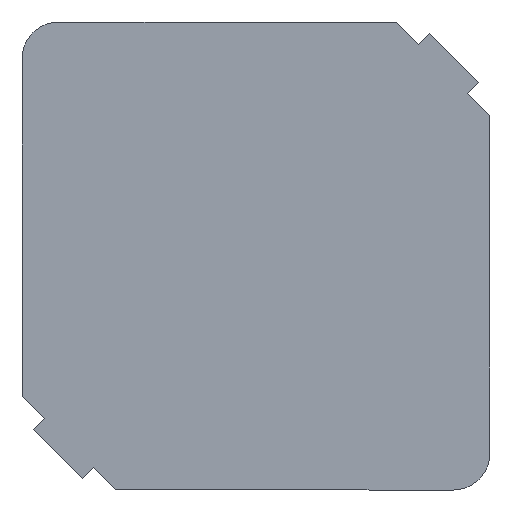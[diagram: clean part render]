
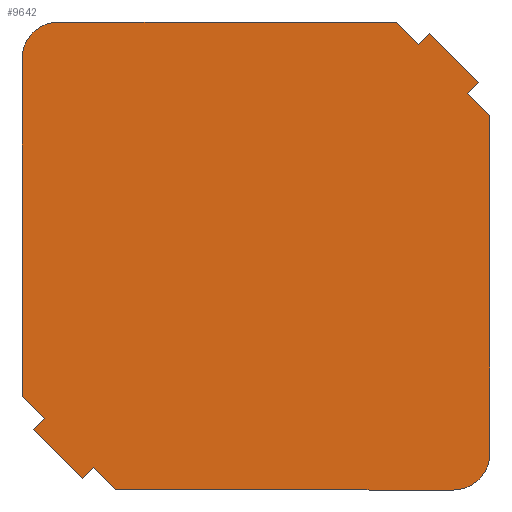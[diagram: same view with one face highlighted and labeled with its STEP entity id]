
A CAD part, front view. The second image highlights one B-rep face of the part: STEP entity #9642.
In plain terms, the highlighted planar face has unit normal (0, -1, 0).
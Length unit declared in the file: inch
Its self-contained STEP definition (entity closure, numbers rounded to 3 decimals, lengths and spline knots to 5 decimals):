
#218 = LINE ( 'NONE', #219, #2543 ) ;
#219 = CARTESIAN_POINT ( 'NONE',  ( 0.0448, -0.03543, 0.0748 ) ) ;
#220 = DIRECTION ( 'NONE',  ( 1., 0., 0. ) ) ;
#279 = LINE ( 'NONE', #280, #4362 ) ;
#280 = CARTESIAN_POINT ( 'NONE',  ( 0.06773, -0.03543, 0.05187 ) ) ;
#281 = DIRECTION ( 'NONE',  ( 0.707, 0., 0.707 ) ) ;
#340 = LINE ( 'NONE', #341, #4367 ) ;
#341 = CARTESIAN_POINT ( 'NONE',  ( 0.05541, -0.03543, 0.07127 ) ) ;
#342 = DIRECTION ( 'NONE',  ( -0.707, 0., 0.707 ) ) ;
#343 = LINE ( 'NONE', #344, #4368 ) ;
#344 = CARTESIAN_POINT ( 'NONE',  ( 0.05187, -0.03543, 0.06773 ) ) ;
#345 = DIRECTION ( 'NONE',  ( -0.707, 0., -0.707 ) ) ;
#1182 = LINE ( 'NONE', #1183, #7295 ) ;
#1183 = CARTESIAN_POINT ( 'NONE',  ( -0.0448, -0.03543, -0.0748 ) ) ;
#1184 = DIRECTION ( 'NONE',  ( -0.707, 0., 0.707 ) ) ;
#1394 = VECTOR ( 'NONE', #10334, 39.37008 ) ;
#1514 = LINE ( 'NONE', #1515, #2634 ) ;
#1515 = CARTESIAN_POINT ( 'NONE',  ( -0.07127, -0.03543, -0.05541 ) ) ;
#1516 = DIRECTION ( 'NONE',  ( 0.707, 0., -0.707 ) ) ;
#2365 = LINE ( 'NONE', #2366, #4725 ) ;
#2366 = CARTESIAN_POINT ( 'NONE',  ( -0.06773, -0.03543, -0.05187 ) ) ;
#2367 = DIRECTION ( 'NONE',  ( -0.707, 0., -0.707 ) ) ;
#2543 = VECTOR ( 'NONE', #220, 39.37008 ) ;
#2634 = VECTOR ( 'NONE', #1516, 39.37008 ) ;
#2647 = VECTOR ( 'NONE', #8470, 39.37008 ) ;
#2654 = VECTOR ( 'NONE', #8525, 39.37008 ) ;
#2666 = VECTOR ( 'NONE', #8551, 39.37008 ) ;
#3998 = FACE_OUTER_BOUND ( 'NONE', #4274, .T. ) ;
#4015 = AXIS2_PLACEMENT_3D ( 'NONE', #8832, #8833, #8834 ) ;
#4102 = ORIENTED_EDGE ( 'NONE', *, *, #9508, .T. ) ;
#4109 = ORIENTED_EDGE ( 'NONE', *, *, #9496, .F. ) ;
#4110 = ORIENTED_EDGE ( 'NONE', *, *, #9429, .F. ) ;
#4112 = ORIENTED_EDGE ( 'NONE', *, *, #9545, .F. ) ;
#4113 = ORIENTED_EDGE ( 'NONE', *, *, #9482, .T. ) ;
#4114 = ORIENTED_EDGE ( 'NONE', *, *, #9537, .T. ) ;
#4115 = ORIENTED_EDGE ( 'NONE', *, *, #9539, .F. ) ;
#4116 = ORIENTED_EDGE ( 'NONE', *, *, #9660, .F. ) ;
#4117 = ORIENTED_EDGE ( 'NONE', *, *, #9410, .F. ) ;
#4118 = ORIENTED_EDGE ( 'NONE', *, *, #9491, .F. ) ;
#4119 = ORIENTED_EDGE ( 'NONE', *, *, #9557, .F. ) ;
#4207 = ORIENTED_EDGE ( 'NONE', *, *, #9589, .F. ) ;
#4209 = ORIENTED_EDGE ( 'NONE', *, *, #9488, .F. ) ;
#4210 = ORIENTED_EDGE ( 'NONE', *, *, #9604, .T. ) ;
#4211 = ORIENTED_EDGE ( 'NONE', *, *, #9605, .T. ) ;
#4212 = ORIENTED_EDGE ( 'NONE', *, *, #9596, .T. ) ;
#4274 = EDGE_LOOP ( 'NONE', ( #4115, #4118, #4117, #4102, #4113, #4114, #4116, #4112, #4110, #4119, #4109, #4212, #4210, #4211, #4209, #4207 ) ) ;
#4362 = VECTOR ( 'NONE', #281, 39.37008 ) ;
#4367 = VECTOR ( 'NONE', #342, 39.37008 ) ;
#4368 = VECTOR ( 'NONE', #345, 39.37008 ) ;
#4725 = VECTOR ( 'NONE', #2367, 39.37008 ) ;
#4837 = LINE ( 'NONE', #4838, #9359 ) ;
#4838 = CARTESIAN_POINT ( 'NONE',  ( 0.0748, -0.03543, -0.06299 ) ) ;
#4839 = DIRECTION ( 'NONE',  ( 0., 0., -1. ) ) ;
#4980 = AXIS2_PLACEMENT_3D ( 'NONE', #7108, #7112, #7113 ) ;
#5170 = CARTESIAN_POINT ( 'NONE',  ( 0.0748, -0.03543, -0.06299 ) ) ;
#5172 = CARTESIAN_POINT ( 'NONE',  ( 0.06299, -0.03543, -0.0748 ) ) ;
#5193 = CARTESIAN_POINT ( 'NONE',  ( 0.05541, -0.03543, 0.07127 ) ) ;
#5194 = CARTESIAN_POINT ( 'NONE',  ( 0.0748, -0.03543, 0.0448 ) ) ;
#5195 = CARTESIAN_POINT ( 'NONE',  ( 0.06773, -0.03543, 0.05187 ) ) ;
#5224 = CARTESIAN_POINT ( 'NONE',  ( -0.0448, -0.03543, -0.0748 ) ) ;
#5381 = VERTEX_POINT ( 'NONE', #5170 ) ;
#5383 = VERTEX_POINT ( 'NONE', #5172 ) ;
#5404 = VERTEX_POINT ( 'NONE', #5193 ) ;
#5405 = VERTEX_POINT ( 'NONE', #5194 ) ;
#5406 = VERTEX_POINT ( 'NONE', #5195 ) ;
#5435 = VERTEX_POINT ( 'NONE', #5224 ) ;
#5531 = VERTEX_POINT ( 'NONE', #8051 ) ;
#5539 = VERTEX_POINT ( 'NONE', #8059 ) ;
#5540 = VERTEX_POINT ( 'NONE', #8060 ) ;
#5565 = VERTEX_POINT ( 'NONE', #8085 ) ;
#5579 = VERTEX_POINT ( 'NONE', #8099 ) ;
#5582 = VERTEX_POINT ( 'NONE', #8102 ) ;
#5583 = VERTEX_POINT ( 'NONE', #8103 ) ;
#5586 = VERTEX_POINT ( 'NONE', #8106 ) ;
#5591 = VERTEX_POINT ( 'NONE', #8111 ) ;
#5596 = VERTEX_POINT ( 'NONE', #8116 ) ;
#5806 = CIRCLE ( 'NONE', #8334, 0.01181 ) ;
#5863 = CIRCLE ( 'NONE', #4980, 0.01181 ) ;
#6719 = LINE ( 'NONE', #6720, #8338 ) ;
#6720 = CARTESIAN_POINT ( 'NONE',  ( -0.05187, -0.03543, -0.06773 ) ) ;
#6721 = DIRECTION ( 'NONE',  ( 0.707, 0., 0.707 ) ) ;
#6732 = CARTESIAN_POINT ( 'NONE',  ( -0.06299, -0.03543, 0.06299 ) ) ;
#6733 = DIRECTION ( 'NONE',  ( 0., 1., 0. ) ) ;
#6734 = DIRECTION ( 'NONE',  ( 0., 0., 1. ) ) ;
#6799 = LINE ( 'NONE', #6800, #8352 ) ;
#6800 = CARTESIAN_POINT ( 'NONE',  ( -0.0448, -0.03543, -0.0748 ) ) ;
#6801 = DIRECTION ( 'NONE',  ( -1., 0., 0. ) ) ;
#7108 = CARTESIAN_POINT ( 'NONE',  ( 0.06299, -0.03543, -0.06299 ) ) ;
#7112 = DIRECTION ( 'NONE',  ( 0., 1., 0. ) ) ;
#7113 = DIRECTION ( 'NONE',  ( 0., 0., 1. ) ) ;
#7295 = VECTOR ( 'NONE', #1184, 39.37008 ) ;
#8051 = CARTESIAN_POINT ( 'NONE',  ( -0.07127, -0.03543, -0.05541 ) ) ;
#8059 = CARTESIAN_POINT ( 'NONE',  ( 0.07127, -0.03543, 0.05541 ) ) ;
#8060 = CARTESIAN_POINT ( 'NONE',  ( -0.05541, -0.03543, -0.07127 ) ) ;
#8085 = CARTESIAN_POINT ( 'NONE',  ( -0.06773, -0.03543, -0.05187 ) ) ;
#8099 = CARTESIAN_POINT ( 'NONE',  ( -0.0748, -0.03543, 0.06299 ) ) ;
#8102 = CARTESIAN_POINT ( 'NONE',  ( -0.06299, -0.03543, 0.0748 ) ) ;
#8103 = CARTESIAN_POINT ( 'NONE',  ( -0.05187, -0.03543, -0.06773 ) ) ;
#8106 = CARTESIAN_POINT ( 'NONE',  ( 0.0448, -0.03543, 0.0748 ) ) ;
#8111 = CARTESIAN_POINT ( 'NONE',  ( 0.05187, -0.03543, 0.06773 ) ) ;
#8116 = CARTESIAN_POINT ( 'NONE',  ( -0.0748, -0.03543, -0.0448 ) ) ;
#8334 = AXIS2_PLACEMENT_3D ( 'NONE', #6732, #6733, #6734 ) ;
#8338 = VECTOR ( 'NONE', #6721, 39.37008 ) ;
#8352 = VECTOR ( 'NONE', #6801, 39.37008 ) ;
#8468 = LINE ( 'NONE', #8469, #2647 ) ;
#8469 = CARTESIAN_POINT ( 'NONE',  ( 0.0748, -0.03543, 0.0448 ) ) ;
#8470 = DIRECTION ( 'NONE',  ( 0.707, 0., -0.707 ) ) ;
#8523 = LINE ( 'NONE', #8524, #2654 ) ;
#8524 = CARTESIAN_POINT ( 'NONE',  ( -0.0748, -0.03543, -0.0448 ) ) ;
#8525 = DIRECTION ( 'NONE',  ( 0., 0., 1. ) ) ;
#8549 = LINE ( 'NONE', #8550, #2666 ) ;
#8550 = CARTESIAN_POINT ( 'NONE',  ( 0.0748, -0.03543, 0.0448 ) ) ;
#8551 = DIRECTION ( 'NONE',  ( 0.707, 0., -0.707 ) ) ;
#8818 = PLANE ( 'NONE',  #4015 ) ;
#8832 = CARTESIAN_POINT ( 'NONE',  ( -0.06299, -0.03543, 0.06299 ) ) ;
#8833 = DIRECTION ( 'NONE',  ( 0., 1., 0. ) ) ;
#8834 = DIRECTION ( 'NONE',  ( 0., 0., 1. ) ) ;
#9359 = VECTOR ( 'NONE', #4839, 39.37008 ) ;
#9410 = EDGE_CURVE ( 'NONE', #5565, #5596, #1182, .T. ) ;
#9429 = EDGE_CURVE ( 'NONE', #5381, #5383, #5863, .T. ) ;
#9482 = EDGE_CURVE ( 'NONE', #5531, #5540, #1514, .T. ) ;
#9488 = EDGE_CURVE ( 'NONE', #5586, #5591, #8468, .T. ) ;
#9491 = EDGE_CURVE ( 'NONE', #5596, #5579, #8523, .T. ) ;
#9496 = EDGE_CURVE ( 'NONE', #5406, #5405, #8549, .T. ) ;
#9508 = EDGE_CURVE ( 'NONE', #5565, #5531, #2365, .T. ) ;
#9537 = EDGE_CURVE ( 'NONE', #5540, #5583, #6719, .T. ) ;
#9539 = EDGE_CURVE ( 'NONE', #5579, #5582, #5806, .T. ) ;
#9545 = EDGE_CURVE ( 'NONE', #5383, #5435, #6799, .T. ) ;
#9557 = EDGE_CURVE ( 'NONE', #5405, #5381, #4837, .T. ) ;
#9589 = EDGE_CURVE ( 'NONE', #5582, #5586, #218, .T. ) ;
#9596 = EDGE_CURVE ( 'NONE', #5406, #5539, #279, .T. ) ;
#9604 = EDGE_CURVE ( 'NONE', #5539, #5404, #340, .T. ) ;
#9605 = EDGE_CURVE ( 'NONE', #5404, #5591, #343, .T. ) ;
#9642 = ADVANCED_FACE ( 'NONE', ( #3998 ), #8818, .F. ) ;
#9660 = EDGE_CURVE ( 'NONE', #5435, #5583, #10332, .T. ) ;
#10332 = LINE ( 'NONE', #10333, #1394 ) ;
#10333 = CARTESIAN_POINT ( 'NONE',  ( -0.0448, -0.03543, -0.0748 ) ) ;
#10334 = DIRECTION ( 'NONE',  ( -0.707, 0., 0.707 ) ) ;
